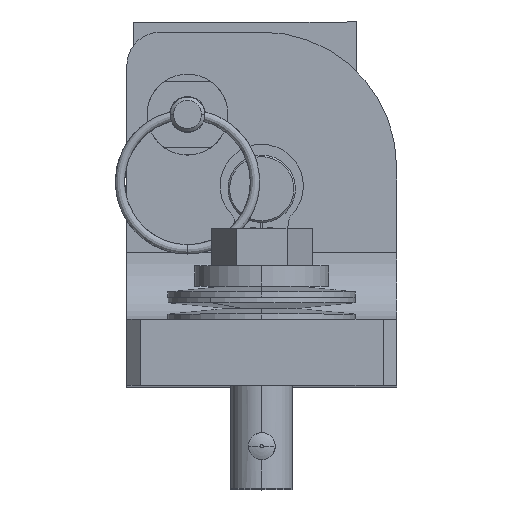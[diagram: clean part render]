
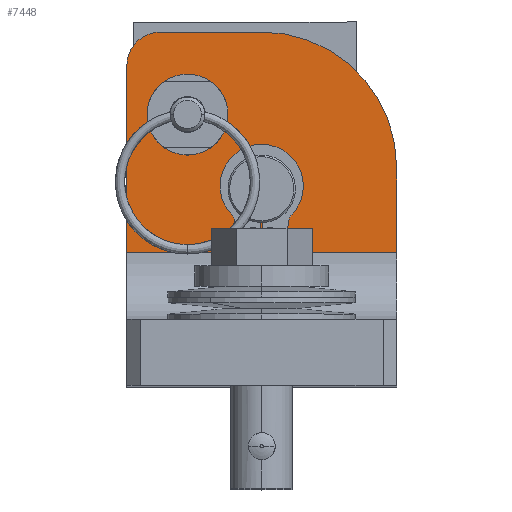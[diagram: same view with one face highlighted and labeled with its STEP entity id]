
A CAD part, top view. The second image highlights one B-rep face of the part: STEP entity #7448.
In plain terms, the highlighted planar face has unit normal (0, 0, 1).
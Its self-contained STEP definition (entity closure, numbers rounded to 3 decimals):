
#145 = CIRCLE ( 'NONE', #8069, 5. ) ;
#176 = CARTESIAN_POINT ( 'NONE',  ( 20., 18.25, 24.5 ) ) ;
#236 = CARTESIAN_POINT ( 'NONE',  ( -6.5, 5.5, 24.5 ) ) ;
#329 = CARTESIAN_POINT ( 'NONE',  ( 0., -5.5, 24.5 ) ) ;
#552 = VECTOR ( 'NONE', #12810, 1000. ) ;
#629 = CARTESIAN_POINT ( 'NONE',  ( -20., -14.95, 24.5 ) ) ;
#893 = CARTESIAN_POINT ( 'NONE',  ( 20., -14.95, 24.5 ) ) ;
#1143 = CIRCLE ( 'NONE', #12702, 4.5 ) ;
#1220 = DIRECTION ( 'NONE',  ( 1., 0., 0. ) ) ;
#1561 = LINE ( 'NONE', #2702, #13696 ) ;
#1623 = DIRECTION ( 'NONE',  ( 0., -1., 0. ) ) ;
#1773 = VERTEX_POINT ( 'NONE', #3695 ) ;
#1885 = LINE ( 'NONE', #893, #552 ) ;
#2198 = EDGE_CURVE ( 'NONE', #12601, #8352, #1561, .T. ) ;
#2221 = CARTESIAN_POINT ( 'NONE',  ( 0., -2.25, 24.5 ) ) ;
#2233 = CARTESIAN_POINT ( 'NONE',  ( -11., 5.5, 24.5 ) ) ;
#2395 = VECTOR ( 'NONE', #13902, 1000. ) ;
#2475 = CARTESIAN_POINT ( 'NONE',  ( -15., 17.75, 24.5 ) ) ;
#2534 = CARTESIAN_POINT ( 'NONE',  ( -11., 5.5, 24.5 ) ) ;
#2702 = CARTESIAN_POINT ( 'NONE',  ( -20., 18.25, 24.5 ) ) ;
#2712 = EDGE_CURVE ( 'NONE', #11786, #6092, #1143, .T. ) ;
#2935 = VERTEX_POINT ( 'NONE', #2475 ) ;
#3062 = DIRECTION ( 'NONE',  ( 0., 1., 0. ) ) ;
#3112 = CARTESIAN_POINT ( 'NONE',  ( 0., 17.75, 24.5 ) ) ;
#3364 = VERTEX_POINT ( 'NONE', #7644 ) ;
#3695 = CARTESIAN_POINT ( 'NONE',  ( 20., -14.95, 24.5 ) ) ;
#3779 = AXIS2_PLACEMENT_3D ( 'NONE', #13965, #4259, #8581 ) ;
#3890 = CARTESIAN_POINT ( 'NONE',  ( -20., 12.75, 24.5 ) ) ;
#3921 = DIRECTION ( 'NONE',  ( 0., 0., 1. ) ) ;
#3953 = FACE_BOUND ( 'NONE', #13609, .T. ) ;
#4002 = CARTESIAN_POINT ( 'NONE',  ( 20., 18.25, 24.5 ) ) ;
#4259 = DIRECTION ( 'NONE',  ( 0., 0., 1. ) ) ;
#4640 = CIRCLE ( 'NONE', #11415, 20. ) ;
#4743 = DIRECTION ( 'NONE',  ( 0., 0., 1. ) ) ;
#4798 = ORIENTED_EDGE ( 'NONE', *, *, #11325, .F. ) ;
#4962 = VERTEX_POINT ( 'NONE', #3112 ) ;
#5212 = DIRECTION ( 'NONE',  ( 0., 1., 0. ) ) ;
#5350 = ORIENTED_EDGE ( 'NONE', *, *, #2198, .T. ) ;
#5443 = ORIENTED_EDGE ( 'NONE', *, *, #5832, .T. ) ;
#5482 = EDGE_LOOP ( 'NONE', ( #4798, #13662 ) ) ;
#5619 = AXIS2_PLACEMENT_3D ( 'NONE', #329, #4743, #9051 ) ;
#5832 = EDGE_CURVE ( 'NONE', #9692, #4962, #4640, .T. ) ;
#5999 = VECTOR ( 'NONE', #13402, 1000. ) ;
#6087 = ORIENTED_EDGE ( 'NONE', *, *, #8821, .T. ) ;
#6092 = VERTEX_POINT ( 'NONE', #236 ) ;
#6127 = LINE ( 'NONE', #4002, #2395 ) ;
#6300 = AXIS2_PLACEMENT_3D ( 'NONE', #2233, #6562, #1220 ) ;
#6562 = DIRECTION ( 'NONE',  ( 0., 0., 1. ) ) ;
#6949 = CIRCLE ( 'NONE', #3779, 5.015 ) ;
#7072 = DIRECTION ( 'NONE',  ( 1., 0., 0. ) ) ;
#7381 = AXIS2_PLACEMENT_3D ( 'NONE', #176, #7746, #10920 ) ;
#7448 = ADVANCED_FACE ( 'NONE', ( #3953, #10451, #13741 ), #8817, .F. ) ;
#7644 = CARTESIAN_POINT ( 'NONE',  ( -5.015, -5.5, 24.5 ) ) ;
#7679 = ORIENTED_EDGE ( 'NONE', *, *, #8478, .T. ) ;
#7746 = DIRECTION ( 'NONE',  ( 0., 0., -1. ) ) ;
#7877 = CIRCLE ( 'NONE', #6300, 4.5 ) ;
#7943 = LINE ( 'NONE', #10133, #5999 ) ;
#8069 = AXIS2_PLACEMENT_3D ( 'NONE', #8528, #3921, #3062 ) ;
#8137 = DIRECTION ( 'NONE',  ( 0., 0., 1. ) ) ;
#8352 = VERTEX_POINT ( 'NONE', #629 ) ;
#8478 = EDGE_CURVE ( 'NONE', #8352, #1773, #1885, .T. ) ;
#8526 = ORIENTED_EDGE ( 'NONE', *, *, #13334, .F. ) ;
#8528 = CARTESIAN_POINT ( 'NONE',  ( -15., 12.75, 24.5 ) ) ;
#8581 = DIRECTION ( 'NONE',  ( 1., 0., 0. ) ) ;
#8817 = PLANE ( 'NONE',  #7381 ) ;
#8821 = EDGE_CURVE ( 'NONE', #4962, #2935, #7943, .T. ) ;
#9051 = DIRECTION ( 'NONE',  ( 1., 0., 0. ) ) ;
#9237 = CARTESIAN_POINT ( 'NONE',  ( 20., -2.25, 24.5 ) ) ;
#9692 = VERTEX_POINT ( 'NONE', #9237 ) ;
#10133 = CARTESIAN_POINT ( 'NONE',  ( 20., 17.75, 24.5 ) ) ;
#10251 = ORIENTED_EDGE ( 'NONE', *, *, #2712, .F. ) ;
#10432 = EDGE_CURVE ( 'NONE', #2935, #12601, #145, .T. ) ;
#10451 = FACE_BOUND ( 'NONE', #5482, .T. ) ;
#10461 = ORIENTED_EDGE ( 'NONE', *, *, #10432, .T. ) ;
#10537 = EDGE_CURVE ( 'NONE', #9692, #1773, #6127, .T. ) ;
#10850 = DIRECTION ( 'NONE',  ( 0., 0., 1. ) ) ;
#10920 = DIRECTION ( 'NONE',  ( 0., 1., 0. ) ) ;
#10967 = CARTESIAN_POINT ( 'NONE',  ( 5.015, -5.5, 24.5 ) ) ;
#11273 = CIRCLE ( 'NONE', #5619, 5.015 ) ;
#11325 = EDGE_CURVE ( 'NONE', #12218, #3364, #6949, .T. ) ;
#11415 = AXIS2_PLACEMENT_3D ( 'NONE', #2221, #10850, #5212 ) ;
#11571 = ORIENTED_EDGE ( 'NONE', *, *, #10537, .F. ) ;
#11786 = VERTEX_POINT ( 'NONE', #12337 ) ;
#12218 = VERTEX_POINT ( 'NONE', #10967 ) ;
#12337 = CARTESIAN_POINT ( 'NONE',  ( -15.5, 5.5, 24.5 ) ) ;
#12601 = VERTEX_POINT ( 'NONE', #3890 ) ;
#12702 = AXIS2_PLACEMENT_3D ( 'NONE', #2534, #8137, #7072 ) ;
#12810 = DIRECTION ( 'NONE',  ( 1., 0., 0. ) ) ;
#13065 = EDGE_CURVE ( 'NONE', #3364, #12218, #11273, .T. ) ;
#13334 = EDGE_CURVE ( 'NONE', #6092, #11786, #7877, .T. ) ;
#13402 = DIRECTION ( 'NONE',  ( -1., 0., 0. ) ) ;
#13609 = EDGE_LOOP ( 'NONE', ( #8526, #10251 ) ) ;
#13662 = ORIENTED_EDGE ( 'NONE', *, *, #13065, .F. ) ;
#13696 = VECTOR ( 'NONE', #1623, 1000. ) ;
#13741 = FACE_OUTER_BOUND ( 'NONE', #13821, .T. ) ;
#13821 = EDGE_LOOP ( 'NONE', ( #11571, #5443, #6087, #10461, #5350, #7679 ) ) ;
#13902 = DIRECTION ( 'NONE',  ( 0., -1., 0. ) ) ;
#13965 = CARTESIAN_POINT ( 'NONE',  ( 0., -5.5, 24.5 ) ) ;
